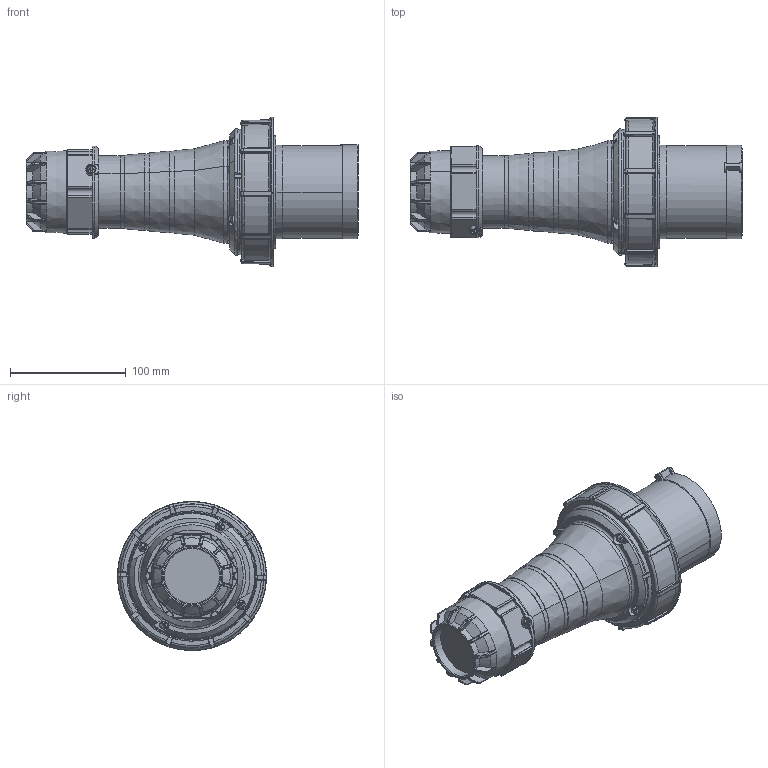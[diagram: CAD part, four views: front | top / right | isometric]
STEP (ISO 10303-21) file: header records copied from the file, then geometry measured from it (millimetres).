
FILE_DESCRIPTION((''),'2;1');
FILE_NAME('RS-0452','2023-03-06T10:30:10',('Administrator'),(''),'CREO PARAMETRIC BY PTC INC, 2021063','CREO PARAMETRIC BY PTC INC, 2021063','');
FILE_SCHEMA(('AUTOMOTIVE_DESIGN { 1 0 10303 214 1 1 1 1 }'));
Products named in the file (1): RS-0452
Bounding box: 287.05 x 129 x 128.99 mm (x, y, z)
Volume: 11324 mm3; surface area: 272314.4 mm2
Topology: 6 solids, 20 shells, 2095 faces, 5701 edges, 3637 vertices
Faces by surface type: plane 858, cylinder 636, bspline 214, cone 200, torus 153, sphere 24, extrusion 10
Entity records: 108097 total; most frequent: CARTESIAN_POINT 41142, ORIENTED_EDGE 11352, DIRECTION 9993, EDGE_CURVE 5676, AXIS2_PLACEMENT_3D 3914, VERTEX_POINT 3636, VECTOR 2165, EDGE_LOOP 2156
